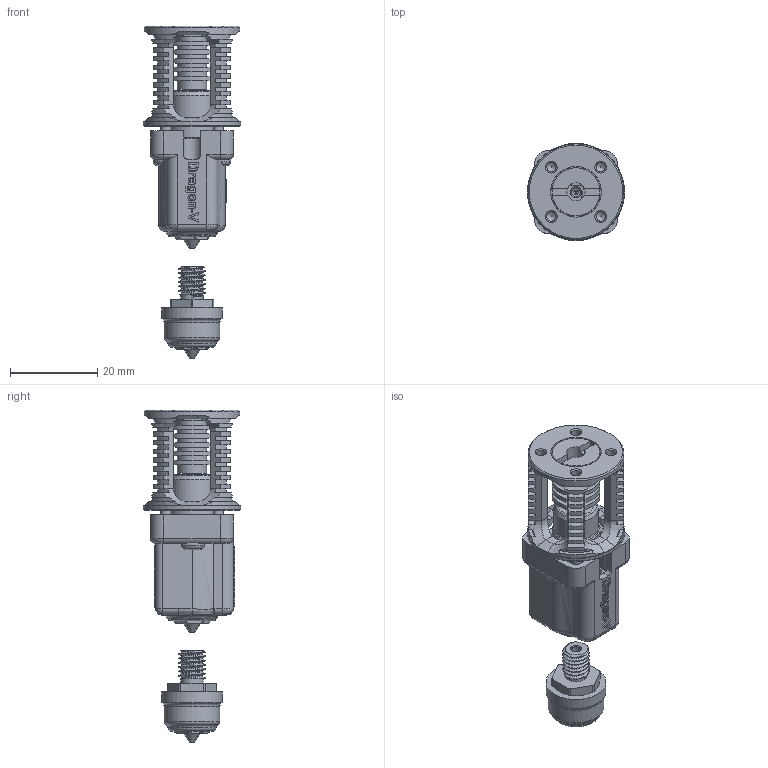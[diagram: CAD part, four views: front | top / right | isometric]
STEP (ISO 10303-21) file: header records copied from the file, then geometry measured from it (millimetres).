
FILE_DESCRIPTION(/* description */ ('STEP AP214','CAx-IF Rec.Pracs.---Representation and Presentation of Product Manufacturing Information (PMI)---4.0---2014-10-13'),/* implementation_level */ '2;1');
FILE_NAME(/* name */ 'model.step',/* time_stamp */ '2025-01-05T09:58:19-08:00',/* author */ (''),/* organization */ (''),/* preprocessor_version */ 'ST-DEVELOPER v20',/* originating_system */ 'Autodesk Translation Framework v13.20.0.188',/* authorisation */ '');
FILE_SCHEMA (('AP242_MANAGED_MODEL_BASED_3D_ENGINEERING_MIM_LF { 1 0 10303 442 1 1 4 }'));
Products named in the file (9): TL-dragon-Ace-mouckup; Áú-ÌÕ´É¼ÓÈÈÆ
¬-»ðÉ½¼ÓÈÈ¿é; TL-dragon-Íâ¿ò-°«; D2.3L7.5-Ñõ»¯ï¯ÌÕ´
ÉÖù; TL-dragon-¹è½ºÌ×; TL-dragon-¹è½ºÌ×3; V6ÔöÁ÷ÂÝË¿×°Å
äÌå-¹è½ºÌ×; V6ÔöÁ÷ÂÝË¿-mockup; E3D v6 HotEnd - Nozzle
Assembly tree (12 placements, depth 2):
  TL-dragon-Ace-mouckup
    Áú-ÌÕ´É¼ÓÈÈÆ
¬-»ðÉ½¼ÓÈÈ¿é
    D2.3L7.5-Ñõ»¯ï¯ÌÕ´
ÉÖù  x4
    TL-dragon-Íâ¿ò-°«
    TL-dragon-¹è½ºÌ×
    TL-dragon-¹è½ºÌ×3
    E3D v6 HotEnd - Nozzle  x2
    V6ÔöÁ÷ÂÝË¿×°Å
äÌå-¹è½ºÌ×
    V6ÔöÁ÷ÂÝË¿-mockup
Bounding box: 22.3 x 22.3 x 76.1 mm (x, y, z)
Volume: 9205 mm3; surface area: 13322.4 mm2
Topology: 13 solids, 13 shells, 1273 faces, 3312 edges, 2129 vertices
Faces by surface type: plane 545, cylinder 380, bspline 218, cone 92, torus 36, sphere 2
Full cylindrical faces by diameter (mm): 0.4 x2, 1 x2, 1.5 x4, 1.572 x1, 1.8 x4, 1.876 x1, 2 x3, 2.1 x4, 2.3 x4, 2.35 x8, 2.5 x1, 3.1 x1, 4.2 x1, 4.5 x1, 4.917 x6, 5 x2, 5.2 x37, 6 x5, 6.2 x1, 6.283 x35, 6.688 x6, 7.8 x2, 8.2 x1, 9.5 x1, 9.6 x1, 9.8 x1, 10.2 x1, 10.8 x1, 11 x7, 11.6 x1
Entity records: 50400 total; most frequent: CARTESIAN_POINT 21471, ORIENTED_EDGE 6326, DIRECTION 5467, EDGE_CURVE 3163, VERTEX_POINT 2038, AXIS2_PLACEMENT_3D 1894, LINE 1679, VECTOR 1679
